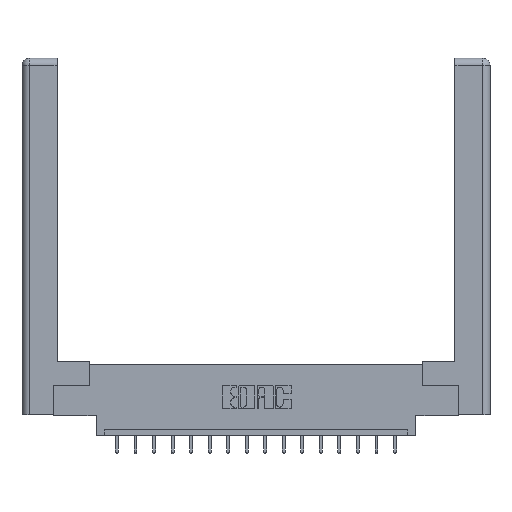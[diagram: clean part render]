
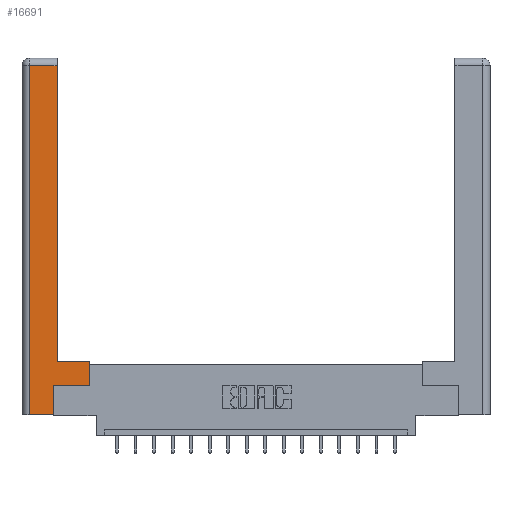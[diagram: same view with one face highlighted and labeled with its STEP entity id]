
A CAD part, top view. The second image highlights one B-rep face of the part: STEP entity #16691.
In plain terms, the highlighted planar face has unit normal (0, 0, 1).
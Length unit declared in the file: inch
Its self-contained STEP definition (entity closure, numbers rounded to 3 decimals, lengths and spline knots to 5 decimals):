
#257 = CARTESIAN_POINT ( 'NONE',  ( 0., 0., 0. ) ) ;
#548 = ORIENTED_EDGE ( 'NONE', *, *, #5291, .T. ) ;
#587 = VECTOR ( 'NONE', #5074, 39.37008 ) ;
#653 = VECTOR ( 'NONE', #11966, 39.37008 ) ;
#953 = DIRECTION ( 'NONE',  ( 1., 0., 0. ) ) ;
#1216 = ORIENTED_EDGE ( 'NONE', *, *, #7480, .T. ) ;
#1438 = ORIENTED_EDGE ( 'NONE', *, *, #8285, .T. ) ;
#1729 = DIRECTION ( 'NONE',  ( -1., 0., 0. ) ) ;
#1926 = LINE ( 'NONE', #15649, #8433 ) ;
#2173 = LINE ( 'NONE', #11852, #653 ) ;
#2291 = CARTESIAN_POINT ( 'NONE',  ( 0.565, 0.45, 0. ) ) ;
#3277 = LINE ( 'NONE', #17085, #9169 ) ;
#4120 = ORIENTED_EDGE ( 'NONE', *, *, #10651, .T. ) ;
#4447 = PLANE ( 'NONE',  #14518 ) ;
#4630 = ORIENTED_EDGE ( 'NONE', *, *, #12595, .T. ) ;
#4792 = LINE ( 'NONE', #9217, #12218 ) ;
#5074 = DIRECTION ( 'NONE',  ( 0., 1., 0. ) ) ;
#5291 = EDGE_CURVE ( 'NONE', #8059, #16692, #16900, .T. ) ;
#5648 = VERTEX_POINT ( 'NONE', #11792 ) ;
#5968 = CARTESIAN_POINT ( 'NONE',  ( 0.0615, 0., 0. ) ) ;
#6046 = ORIENTED_EDGE ( 'NONE', *, *, #11691, .T. ) ;
#6220 = ORIENTED_EDGE ( 'NONE', *, *, #7710, .T. ) ;
#6321 = VECTOR ( 'NONE', #17057, 39.37008 ) ;
#6924 = VERTEX_POINT ( 'NONE', #11684 ) ;
#7091 = CARTESIAN_POINT ( 'NONE',  ( 0.295, 0.45, 0. ) ) ;
#7132 = CARTESIAN_POINT ( 'NONE',  ( 0.565, 0.245, 0. ) ) ;
#7423 = DIRECTION ( 'NONE',  ( 0., 1., 0. ) ) ;
#7480 = EDGE_CURVE ( 'NONE', #16261, #8059, #3277, .T. ) ;
#7499 = DIRECTION ( 'NONE',  ( -1., 0., 0. ) ) ;
#7710 = EDGE_CURVE ( 'NONE', #16692, #9362, #4792, .T. ) ;
#8059 = VERTEX_POINT ( 'NONE', #13875 ) ;
#8200 = CARTESIAN_POINT ( 'NONE',  ( 0.295, 2.94, 0. ) ) ;
#8285 = EDGE_CURVE ( 'NONE', #6924, #13795, #12657, .T. ) ;
#8433 = VECTOR ( 'NONE', #7423, 39.37008 ) ;
#8941 = VECTOR ( 'NONE', #12596, 39.37008 ) ;
#9169 = VECTOR ( 'NONE', #1729, 39.37008 ) ;
#9217 = CARTESIAN_POINT ( 'NONE',  ( 0.265, 0., 0. ) ) ;
#9362 = VERTEX_POINT ( 'NONE', #14358 ) ;
#9483 = VECTOR ( 'NONE', #15663, 39.37008 ) ;
#9985 = CARTESIAN_POINT ( 'NONE',  ( 0.0615, 0., 0. ) ) ;
#10047 = CARTESIAN_POINT ( 'NONE',  ( 0.265, 0.245, 0. ) ) ;
#10071 = FACE_OUTER_BOUND ( 'NONE', #11988, .T. ) ;
#10252 = EDGE_CURVE ( 'NONE', #9362, #5648, #17228, .T. ) ;
#10651 = EDGE_CURVE ( 'NONE', #5648, #15315, #2173, .T. ) ;
#11684 = CARTESIAN_POINT ( 'NONE',  ( 0.565, 0.45, 0. ) ) ;
#11691 = EDGE_CURVE ( 'NONE', #13795, #16261, #1926, .T. ) ;
#11792 = CARTESIAN_POINT ( 'NONE',  ( 0.265, 0.245, 0. ) ) ;
#11852 = CARTESIAN_POINT ( 'NONE',  ( 0.565, 0.245, 0. ) ) ;
#11966 = DIRECTION ( 'NONE',  ( 1., 0., 0. ) ) ;
#11988 = EDGE_LOOP ( 'NONE', ( #6046, #1216, #548, #6220, #14546, #4120, #4630, #1438 ) ) ;
#12218 = VECTOR ( 'NONE', #953, 39.37008 ) ;
#12575 = LINE ( 'NONE', #2291, #587 ) ;
#12595 = EDGE_CURVE ( 'NONE', #15315, #6924, #12575, .T. ) ;
#12596 = DIRECTION ( 'NONE',  ( -1., 0., 0. ) ) ;
#12657 = LINE ( 'NONE', #7091, #8941 ) ;
#13520 = CARTESIAN_POINT ( 'NONE',  ( 0.295, 0.45, 0. ) ) ;
#13795 = VERTEX_POINT ( 'NONE', #13520 ) ;
#13875 = CARTESIAN_POINT ( 'NONE',  ( 0.0615, 2.94, 0. ) ) ;
#14358 = CARTESIAN_POINT ( 'NONE',  ( 0.265, 0., 0. ) ) ;
#14518 = AXIS2_PLACEMENT_3D ( 'NONE', #257, #15843, #7499 ) ;
#14546 = ORIENTED_EDGE ( 'NONE', *, *, #10252, .T. ) ;
#15315 = VERTEX_POINT ( 'NONE', #7132 ) ;
#15649 = CARTESIAN_POINT ( 'NONE',  ( 0.295, 3., 0. ) ) ;
#15663 = DIRECTION ( 'NONE',  ( 0., -1., 0. ) ) ;
#15843 = DIRECTION ( 'NONE',  ( 0., 0., -1. ) ) ;
#16261 = VERTEX_POINT ( 'NONE', #8200 ) ;
#16691 = ADVANCED_FACE ( 'NONE', ( #10071 ), #4447, .F. ) ;
#16692 = VERTEX_POINT ( 'NONE', #9985 ) ;
#16900 = LINE ( 'NONE', #5968, #9483 ) ;
#17057 = DIRECTION ( 'NONE',  ( 0., 1., 0. ) ) ;
#17085 = CARTESIAN_POINT ( 'NONE',  ( 0.0615, 2.94, 0. ) ) ;
#17228 = LINE ( 'NONE', #10047, #6321 ) ;
